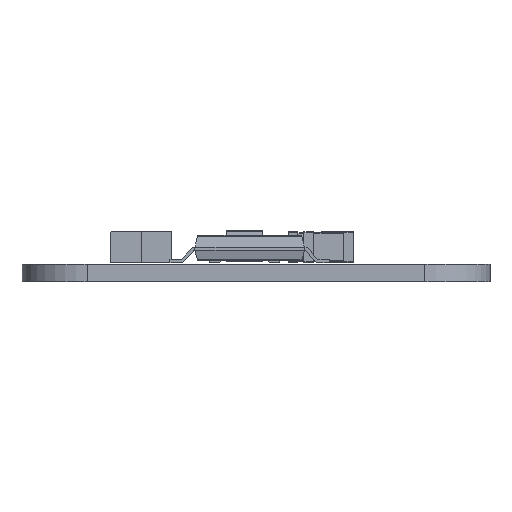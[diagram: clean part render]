
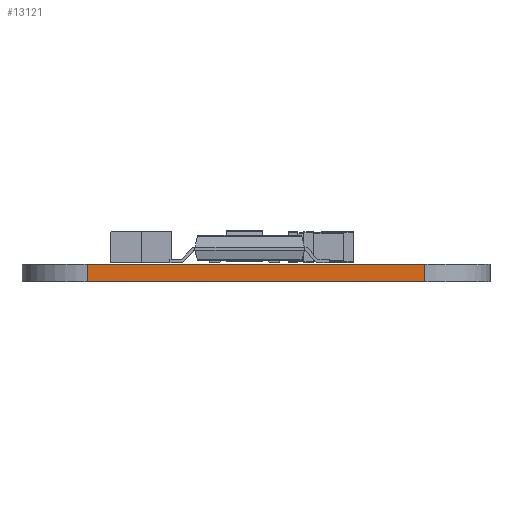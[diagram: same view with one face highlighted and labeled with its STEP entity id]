
A CAD part, front view. The second image highlights one B-rep face of the part: STEP entity #13121.
In plain terms, the highlighted planar face has unit normal (0, -1, 0).
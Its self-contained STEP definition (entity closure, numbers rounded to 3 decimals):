
#12093 = VERTEX_POINT('',#12094);
#12094 = CARTESIAN_POINT('',(0.836,-50.874,0.));
#12101 = EDGE_CURVE('',#12102,#12093,#12104,.T.);
#12102 = VERTEX_POINT('',#12103);
#12103 = CARTESIAN_POINT('',(14.404,-50.874,0.));
#12104 = LINE('',#12105,#12106);
#12105 = CARTESIAN_POINT('',(14.404,-50.874,0.));
#12106 = VECTOR('',#12107,1.);
#12107 = DIRECTION('',(-1.,0.,0.));
#12602 = VERTEX_POINT('',#12603);
#12603 = CARTESIAN_POINT('',(0.836,-50.874,0.7));
#12610 = EDGE_CURVE('',#12611,#12602,#12613,.T.);
#12611 = VERTEX_POINT('',#12612);
#12612 = CARTESIAN_POINT('',(14.404,-50.874,0.7));
#12613 = LINE('',#12614,#12615);
#12614 = CARTESIAN_POINT('',(14.404,-50.874,0.7));
#12615 = VECTOR('',#12616,1.);
#12616 = DIRECTION('',(-1.,0.,0.));
#13093 = EDGE_CURVE('',#12102,#12611,#13094,.T.);
#13094 = LINE('',#13095,#13096);
#13095 = CARTESIAN_POINT('',(14.404,-50.874,0.));
#13096 = VECTOR('',#13097,1.);
#13097 = DIRECTION('',(0.,0.,1.));
#13121 = ADVANCED_FACE('',(#13122),#13133,.T.);
#13122 = FACE_BOUND('',#13123,.T.);
#13123 = EDGE_LOOP('',(#13124,#13125,#13126,#13132));
#13124 = ORIENTED_EDGE('',*,*,#13093,.T.);
#13125 = ORIENTED_EDGE('',*,*,#12610,.T.);
#13126 = ORIENTED_EDGE('',*,*,#13127,.F.);
#13127 = EDGE_CURVE('',#12093,#12602,#13128,.T.);
#13128 = LINE('',#13129,#13130);
#13129 = CARTESIAN_POINT('',(0.836,-50.874,0.));
#13130 = VECTOR('',#13131,1.);
#13131 = DIRECTION('',(0.,0.,1.));
#13132 = ORIENTED_EDGE('',*,*,#12101,.F.);
#13133 = PLANE('',#13134);
#13134 = AXIS2_PLACEMENT_3D('',#13135,#13136,#13137);
#13135 = CARTESIAN_POINT('',(14.404,-50.874,0.));
#13136 = DIRECTION('',(0.,-1.,0.));
#13137 = DIRECTION('',(-1.,0.,0.));
